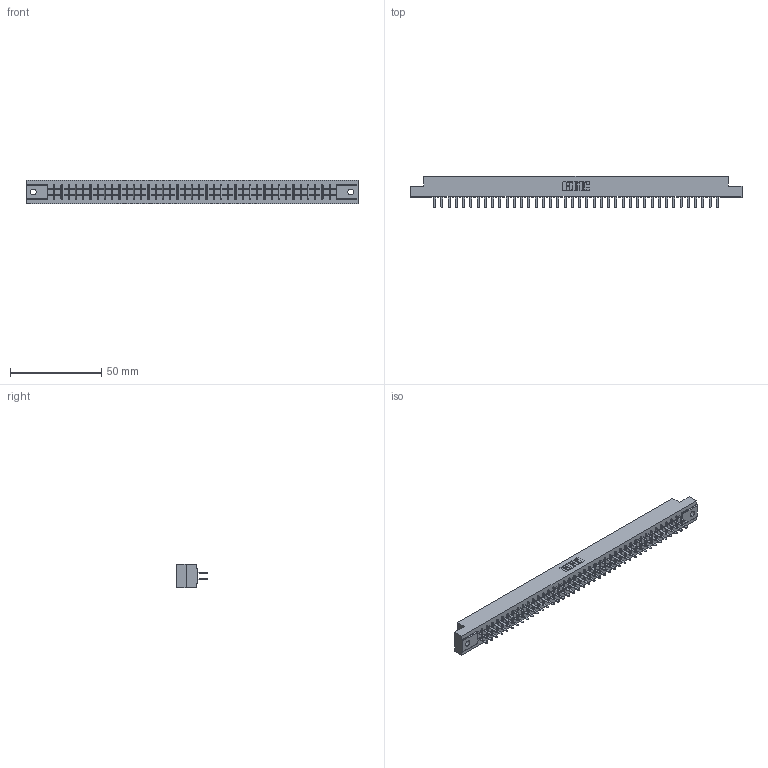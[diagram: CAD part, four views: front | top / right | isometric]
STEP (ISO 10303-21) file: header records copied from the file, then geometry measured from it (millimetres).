
FILE_DESCRIPTION (( 'STEP AP203' ), '1' );
FILE_NAME ('305-080-520-502.STEP', '2019-09-10T09:49:41', ( '' ), ( '' ), 'SwSTEP 2.0', 'SolidWorks 2016', '' );
FILE_SCHEMA (( 'CONFIG_CONTROL_DESIGN' ));
Length unit declared in the file: inch
Products named in the file (3): 305-290-001_520; 305-080-520-502; 305 Part_.128 Dia
Assembly tree (81 placements, depth 2):
  305-080-520-502
    305 Part_.128 Dia
    305-290-001_520  x80
Bounding box: 181.51 x 17.09 x 12.7 mm (x, y, z)
Volume: 18327.5 mm3; surface area: 23946 mm2
Topology: 81 solids, 81 shells, 3796 faces, 10836 edges, 7008 vertices
Faces by surface type: plane 2228, cylinder 1408, sphere 160
Entity records: 43435 total; most frequent: CARTESIAN_POINT 7186, ORIENTED_EDGE 7132, DIRECTION 6952, EDGE_CURVE 3566, VECTOR 2884, LINE 2884, VERTEX_POINT 2268, AXIS2_PLACEMENT_3D 2034
